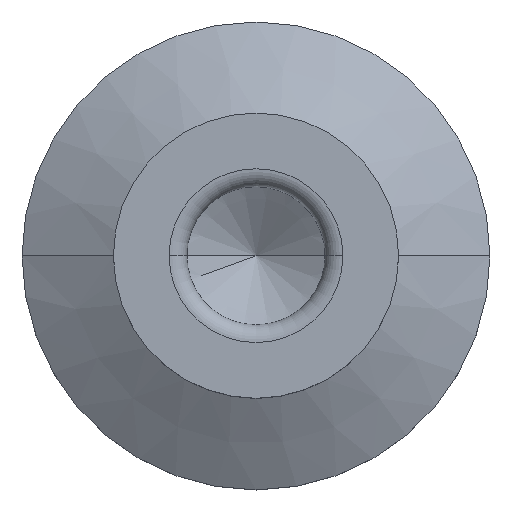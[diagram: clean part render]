
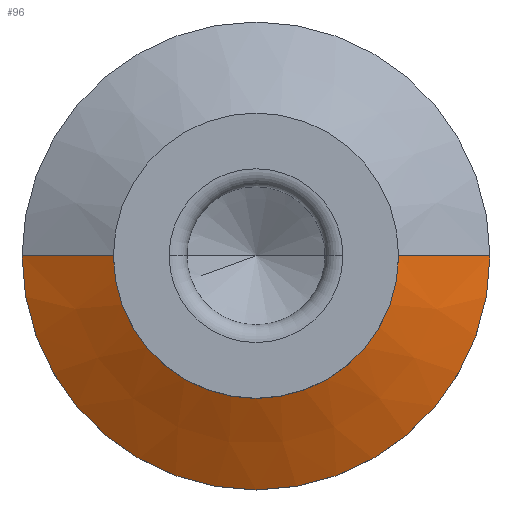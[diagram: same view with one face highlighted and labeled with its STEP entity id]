
A CAD part, top view. The second image highlights one B-rep face of the part: STEP entity #96.
In plain terms, the highlighted conical face has half-angle 60.709 degrees and reference radius 8.45 mm.
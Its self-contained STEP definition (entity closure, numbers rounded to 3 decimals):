
#96=ADVANCED_FACE('',(#256),#257,.T.);
#100=VERTEX_POINT('',#262);
#106=EDGE_CURVE('',#100,#206,#269,.T.);
#112=EDGE_CURVE('',#206,#216,#276,.T.);
#114=EDGE_CURVE('',#100,#234,#278,.T.);
#164=EDGE_CURVE('',#216,#234,#335,.T.);
#206=VERTEX_POINT('',#383);
#216=VERTEX_POINT('',#394);
#234=VERTEX_POINT('',#413);
#256=FACE_OUTER_BOUND('',#425,.T.);
#257=CONICAL_SURFACE('',#426,8.45,1.06);
#262=CARTESIAN_POINT('',(10.5,0.,-1.1));
#269=LINE('',#441,#442);
#276=CIRCLE('',#451,6.4);
#278=CIRCLE('',#454,10.5);
#335=LINE('',#529,#530);
#383=CARTESIAN_POINT('',(6.4,0.,1.2));
#394=CARTESIAN_POINT('',(-6.4,0.,1.2));
#413=CARTESIAN_POINT('',(-10.5,0.,-1.1));
#425=EDGE_LOOP('',(#634,#635,#636,#637));
#426=AXIS2_PLACEMENT_3D('',#638,#639,#640);
#441=CARTESIAN_POINT('',(8.45,0.,0.05));
#442=VECTOR('',#656,1.0);
#451=AXIS2_PLACEMENT_3D('',#668,#669,#670);
#454=AXIS2_PLACEMENT_3D('',#671,#672,#673);
#529=CARTESIAN_POINT('',(-8.45,0.,0.05));
#530=VECTOR('',#751,1.0);
#634=ORIENTED_EDGE('',*,*,#164,.T.);
#635=ORIENTED_EDGE('',*,*,#114,.F.);
#636=ORIENTED_EDGE('',*,*,#106,.T.);
#637=ORIENTED_EDGE('',*,*,#112,.T.);
#638=CARTESIAN_POINT('',(0.0,0.,0.05));
#639=DIRECTION('',(-0.0,-0.0,-1.0));
#640=DIRECTION('',(-1.0,0.,0.0));
#656=DIRECTION('',(-0.872,0.,0.489));
#668=CARTESIAN_POINT('',(0.0,0.,1.2));
#669=DIRECTION('',(-0.0,0.0,-1.0));
#670=DIRECTION('',(-1.0,0.,0.0));
#671=CARTESIAN_POINT('',(0.0,0.,-1.1));
#672=DIRECTION('',(-0.0,0.0,-1.0));
#673=DIRECTION('',(-1.0,0.,0.0));
#751=DIRECTION('',(-0.872,0.,-0.489));
